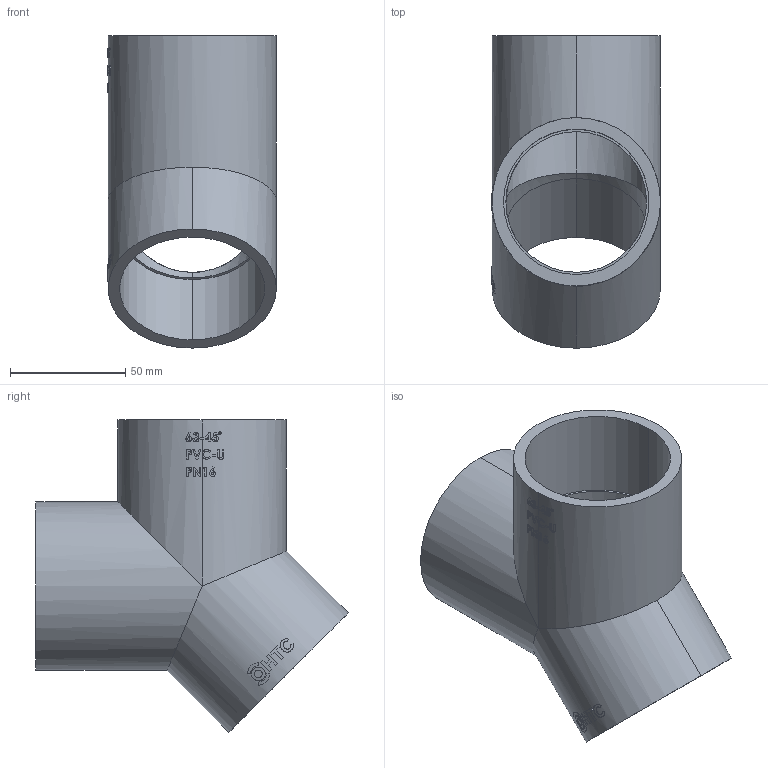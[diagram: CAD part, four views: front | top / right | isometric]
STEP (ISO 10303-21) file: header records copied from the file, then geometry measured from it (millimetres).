
FILE_DESCRIPTION (( 'STEP AP214' ), '1' );
FILE_NAME ('63.STEP', '2025-02-12T11:28:25', ( '' ), ( '' ), 'SwSTEP 2.0', 'SolidWorks 2023', '' );
FILE_SCHEMA (( 'AUTOMOTIVE_DESIGN' ));
Length unit declared in the file: millimetre
Products named in the file (1): 63
Bounding box: 73.2 x 135.29 x 135.29 mm (x, y, z)
Volume: 177047.9 mm3; surface area: 70966.4 mm2
Topology: 1 solids, 1 shells, 260 faces, 684 edges, 454 vertices
Faces by surface type: plane 110, bspline 100, cylinder 50
Entity records: 11709 total; most frequent: CARTESIAN_POINT 6133, ORIENTED_EDGE 1368, DIRECTION 802, EDGE_CURVE 684, VERTEX_POINT 454, EDGE_LOOP 292, LINE 284, VECTOR 284
